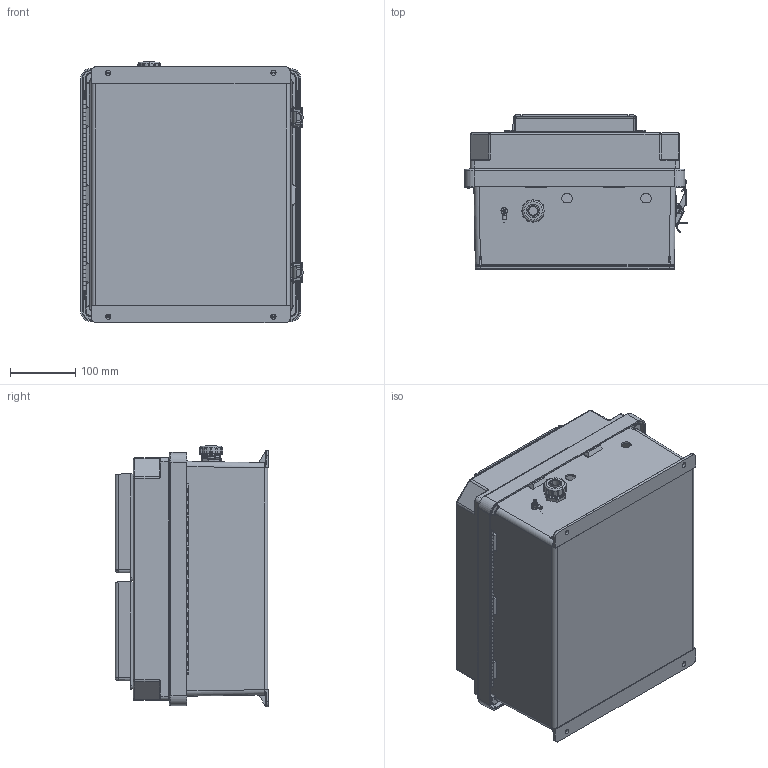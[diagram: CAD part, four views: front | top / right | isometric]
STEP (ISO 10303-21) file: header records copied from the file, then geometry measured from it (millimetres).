
FILE_DESCRIPTION (( 'STEP AP214' ), '1' );
FILE_NAME ('NB141207-00V_3D.step', '2025-10-28T17:09:08', ( '' ), ( '' ), 'SwSTEP 2.0', 'SolidWorks 2025', '' );
FILE_SCHEMA (( 'AUTOMOTIVE_DESIGN' ));
Length unit declared in the file: inch
Products named in the file (20): NB141207-DoorClasp-1; NEMA 14-400 GroundWire; 10-32 NEMA PLATE SCREW; NB141207-Box; XCT-0011; Fan Screen-120x120 ALUM; NB141207-Hinge; XCT-0010; XFN-0002; XFW-0002; NB141207-Lid-Vented; NB141207-DoorClasp-2; XCT-0005; NB141207-00V_3D; XFN-0003; XF451-01; XFS-0017; XM220-01-UL; XFS-0026; XC-0003
Assembly tree (35 placements, depth 2):
  NB141207-00V_3D
    NB141207-Box
    NB141207-Hinge  x2
    NB141207-Lid-Vented
    NB141207-DoorClasp-1  x2
    NB141207-DoorClasp-2  x2
    XC-0003
    XFS-0026
    XCT-0005
    XFN-0003  x2
    XFW-0002
    XF451-01
    XCT-0010
    XCT-0011
    10-32 NEMA PLATE SCREW  x4
    XFS-0017
    NEMA 14-400 GroundWire
    XM220-01-UL  x2
    XFN-0002  x8
    Fan Screen-120x120 ALUM  x2
Bounding box: 341.91 x 236.52 x 402.5 mm (x, y, z)
Volume: 2330386.1 mm3; surface area: 1568886.3 mm2
Topology: 41 solids, 42 shells, 4453 faces, 12059 edges, 7656 vertices
Faces by surface type: cylinder 2377, plane 1155, cone 459, torus 296, bspline 154, sphere 12
Entity records: 108499 total; most frequent: CARTESIAN_POINT 34599, ORIENTED_EDGE 15448, DIRECTION 15119, EDGE_CURVE 7724, AXIS2_PLACEMENT_3D 5805, VERTEX_POINT 4863, EDGE_LOOP 3749, VECTOR 3509
